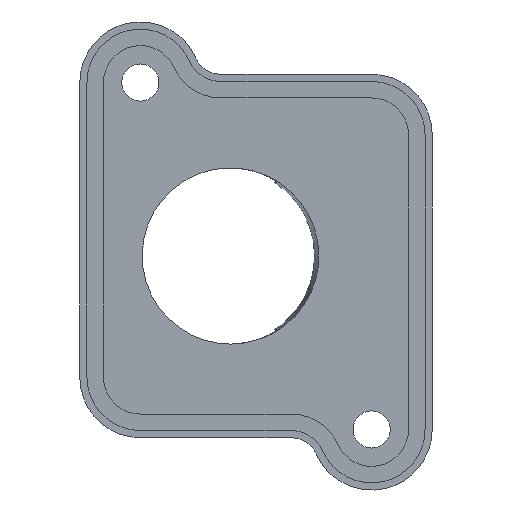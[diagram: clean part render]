
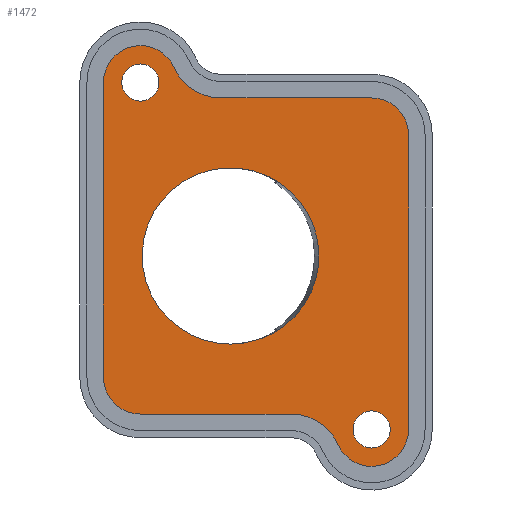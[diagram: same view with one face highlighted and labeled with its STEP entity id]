
A CAD part, front view. The second image highlights one B-rep face of the part: STEP entity #1472.
In plain terms, the highlighted planar face has unit normal (0, -1, 0).
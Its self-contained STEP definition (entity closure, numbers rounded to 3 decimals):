
#29=FACE_BOUND('',#244,.T.);
#30=FACE_BOUND('',#245,.T.);
#31=FACE_BOUND('',#246,.T.);
#35=PLANE('',#1601);
#159=FACE_OUTER_BOUND('',#243,.T.);
#243=EDGE_LOOP('',(#1080,#1081,#1082,#1083,#1084,#1085,#1086,#1087,#1088,
#1089));
#244=EDGE_LOOP('',(#1090));
#245=EDGE_LOOP('',(#1091));
#246=EDGE_LOOP('',(#1092,#1093));
#334=CIRCLE('',#1598,3.375);
#335=CIRCLE('',#1600,3.375);
#336=CIRCLE('',#1602,6.7);
#337=CIRCLE('',#1603,9.3);
#338=CIRCLE('',#1604,6.7);
#339=CIRCLE('',#1605,6.7);
#340=CIRCLE('',#1606,9.3);
#341=CIRCLE('',#1607,6.7);
#415=LINE('',#2300,#548);
#416=LINE('',#2304,#549);
#417=LINE('',#2310,#550);
#418=LINE('',#2314,#551);
#548=VECTOR('',#1832,10.);
#549=VECTOR('',#1835,10.);
#550=VECTOR('',#1840,10.);
#551=VECTOR('',#1843,10.);
#663=ELLIPSE('',#1608,16.049,16.);
#664=ELLIPSE('',#1609,16.049,16.);
#713=VERTEX_POINT('',#2290);
#714=VERTEX_POINT('',#2294);
#715=VERTEX_POINT('',#2298);
#716=VERTEX_POINT('',#2299);
#717=VERTEX_POINT('',#2301);
#718=VERTEX_POINT('',#2303);
#719=VERTEX_POINT('',#2305);
#720=VERTEX_POINT('',#2307);
#721=VERTEX_POINT('',#2309);
#722=VERTEX_POINT('',#2311);
#723=VERTEX_POINT('',#2313);
#724=VERTEX_POINT('',#2315);
#725=VERTEX_POINT('',#2318);
#726=VERTEX_POINT('',#2319);
#855=EDGE_CURVE('',#713,#713,#334,.T.);
#857=EDGE_CURVE('',#714,#714,#335,.T.);
#858=EDGE_CURVE('',#715,#716,#415,.T.);
#859=EDGE_CURVE('',#716,#717,#336,.T.);
#860=EDGE_CURVE('',#717,#718,#416,.T.);
#861=EDGE_CURVE('',#718,#719,#337,.T.);
#862=EDGE_CURVE('',#719,#720,#338,.T.);
#863=EDGE_CURVE('',#720,#721,#417,.T.);
#864=EDGE_CURVE('',#721,#722,#339,.T.);
#865=EDGE_CURVE('',#722,#723,#418,.T.);
#866=EDGE_CURVE('',#723,#724,#340,.T.);
#867=EDGE_CURVE('',#724,#715,#341,.T.);
#868=EDGE_CURVE('',#725,#726,#663,.T.);
#869=EDGE_CURVE('',#726,#725,#664,.T.);
#1080=ORIENTED_EDGE('',*,*,#858,.T.);
#1081=ORIENTED_EDGE('',*,*,#859,.T.);
#1082=ORIENTED_EDGE('',*,*,#860,.T.);
#1083=ORIENTED_EDGE('',*,*,#861,.T.);
#1084=ORIENTED_EDGE('',*,*,#862,.T.);
#1085=ORIENTED_EDGE('',*,*,#863,.T.);
#1086=ORIENTED_EDGE('',*,*,#864,.T.);
#1087=ORIENTED_EDGE('',*,*,#865,.T.);
#1088=ORIENTED_EDGE('',*,*,#866,.T.);
#1089=ORIENTED_EDGE('',*,*,#867,.T.);
#1090=ORIENTED_EDGE('',*,*,#855,.F.);
#1091=ORIENTED_EDGE('',*,*,#857,.F.);
#1092=ORIENTED_EDGE('',*,*,#868,.F.);
#1093=ORIENTED_EDGE('',*,*,#869,.F.);
#1472=ADVANCED_FACE('',(#159,#29,#30,#31),#35,.F.);
#1598=AXIS2_PLACEMENT_3D('',#2292,#1823,#1824);
#1600=AXIS2_PLACEMENT_3D('',#2296,#1828,#1829);
#1601=AXIS2_PLACEMENT_3D('',#2297,#1830,#1831);
#1602=AXIS2_PLACEMENT_3D('',#2302,#1833,#1834);
#1603=AXIS2_PLACEMENT_3D('',#2306,#1836,#1837);
#1604=AXIS2_PLACEMENT_3D('',#2308,#1838,#1839);
#1605=AXIS2_PLACEMENT_3D('',#2312,#1841,#1842);
#1606=AXIS2_PLACEMENT_3D('',#2316,#1844,#1845);
#1607=AXIS2_PLACEMENT_3D('',#2317,#1846,#1847);
#1608=AXIS2_PLACEMENT_3D('',#2320,#1848,#1849);
#1609=AXIS2_PLACEMENT_3D('',#2321,#1850,#1851);
#1823=DIRECTION('center_axis',(0.,-1.,0.));
#1824=DIRECTION('ref_axis',(1.,0.,0.));
#1828=DIRECTION('center_axis',(0.,-1.,0.));
#1829=DIRECTION('ref_axis',(-1.,0.,0.));
#1830=DIRECTION('center_axis',(0.,1.,0.));
#1831=DIRECTION('ref_axis',(0.,0.,1.));
#1832=DIRECTION('',(0.,0.,-1.));
#1833=DIRECTION('center_axis',(0.,-1.,0.));
#1834=DIRECTION('ref_axis',(0.,0.,1.));
#1835=DIRECTION('',(1.,0.,0.));
#1836=DIRECTION('center_axis',(0.,1.,0.));
#1837=DIRECTION('ref_axis',(0.,0.,1.));
#1838=DIRECTION('center_axis',(0.,-1.,0.));
#1839=DIRECTION('ref_axis',(-1.,0.,0.));
#1840=DIRECTION('',(0.,0.,1.));
#1841=DIRECTION('center_axis',(0.,-1.,0.));
#1842=DIRECTION('ref_axis',(0.,0.,-1.));
#1843=DIRECTION('',(-1.,0.,0.));
#1844=DIRECTION('center_axis',(0.,1.,0.));
#1845=DIRECTION('ref_axis',(0.,0.,-1.));
#1846=DIRECTION('center_axis',(0.,-1.,0.));
#1847=DIRECTION('ref_axis',(1.,0.,0.));
#1848=DIRECTION('center_axis',(0.,-1.,0.));
#1849=DIRECTION('ref_axis',(-1.,0.,0.));
#1850=DIRECTION('center_axis',(0.,-1.,0.));
#1851=DIRECTION('ref_axis',(-1.,0.,0.));
#2290=CARTESIAN_POINT('',(17.625,0.,-31.5));
#2292=CARTESIAN_POINT('Origin',(21.,0.,-31.5));
#2294=CARTESIAN_POINT('',(-17.625,0.,31.5));
#2296=CARTESIAN_POINT('Origin',(-21.,0.,31.5));
#2297=CARTESIAN_POINT('Origin',(0.,0.,-21.25));
#2298=CARTESIAN_POINT('',(-27.7,0.,31.5));
#2299=CARTESIAN_POINT('',(-27.7,0.,-22.));
#2300=CARTESIAN_POINT('',(-27.7,0.,-10.625));
#2301=CARTESIAN_POINT('',(-21.,0.,-28.7));
#2302=CARTESIAN_POINT('Origin',(-21.,0.,-22.));
#2303=CARTESIAN_POINT('',(6.38,0.,-28.7));
#2304=CARTESIAN_POINT('',(-10.5,0.,-28.7));
#2305=CARTESIAN_POINT('',(14.878,0.,-34.222));
#2306=CARTESIAN_POINT('Origin',(6.38,0.,-38.));
#2307=CARTESIAN_POINT('',(27.7,0.,-31.5));
#2308=CARTESIAN_POINT('Origin',(21.,0.,-31.5));
#2309=CARTESIAN_POINT('',(27.7,0.,22.));
#2310=CARTESIAN_POINT('',(27.7,0.,-26.375));
#2311=CARTESIAN_POINT('',(21.,0.,28.7));
#2312=CARTESIAN_POINT('Origin',(21.,0.,22.));
#2313=CARTESIAN_POINT('',(-6.38,0.,28.7));
#2314=CARTESIAN_POINT('',(10.5,0.,28.7));
#2315=CARTESIAN_POINT('',(-14.878,0.,34.222));
#2316=CARTESIAN_POINT('Origin',(-6.38,0.,38.));
#2317=CARTESIAN_POINT('Origin',(-21.,0.,31.5));
#2318=CARTESIAN_POINT('',(11.425,0.,0.));
#2319=CARTESIAN_POINT('',(-4.625,0.,-16.));
#2320=CARTESIAN_POINT('Origin',(-4.625,0.,0.));
#2321=CARTESIAN_POINT('Origin',(-4.625,0.,0.));
